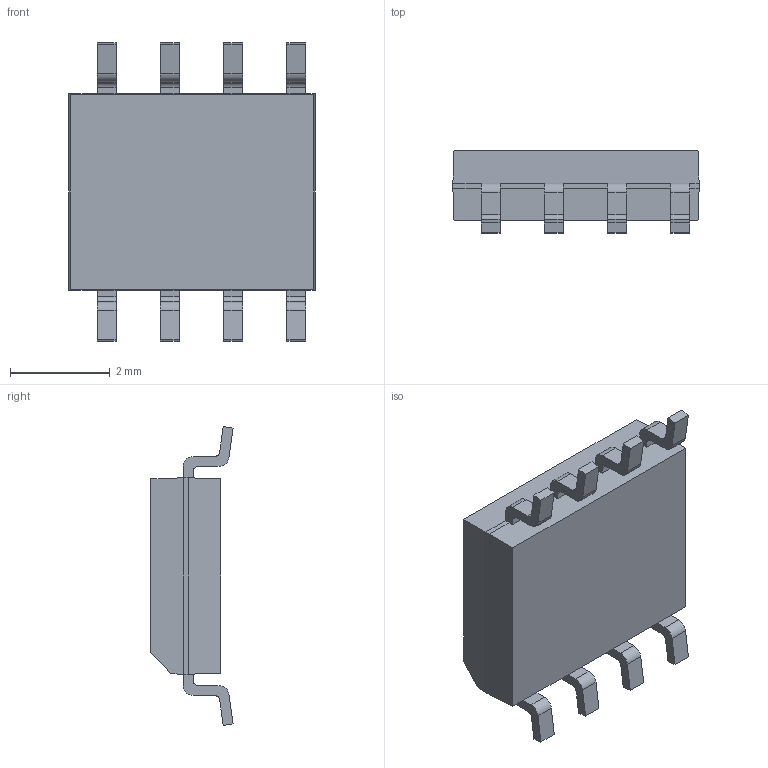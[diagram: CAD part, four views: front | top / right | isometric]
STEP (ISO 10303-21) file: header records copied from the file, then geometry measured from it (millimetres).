
FILE_DESCRIPTION (( 'STEP AP214' ), '1' );
FILE_NAME ('TJA1040T.STEP', '2025-05-30T11:36:17', ( '' ), ( '' ), 'SwSTEP 2.0', 'SolidWorks 2023', '' );
FILE_SCHEMA (( 'AUTOMOTIVE_DESIGN' ));
Length unit declared in the file: millimetre
Products named in the file (1): TJA1040T
Bounding box: 4.95 x 1.65 x 6 mm (x, y, z)
Volume: 27.7 mm3; surface area: 77.6 mm2
Topology: 1 solids, 1 shells, 137 faces, 362 edges, 228 vertices
Faces by surface type: plane 104, cylinder 33
Full cylindrical faces by diameter (mm): 0.4 x1
Entity records: 5412 total; most frequent: CARTESIAN_POINT 727, ORIENTED_EDGE 722, DIRECTION 703, EDGE_CURVE 361, VECTOR 295, LINE 295, VERTEX_POINT 228, AXIS2_PLACEMENT_3D 204
